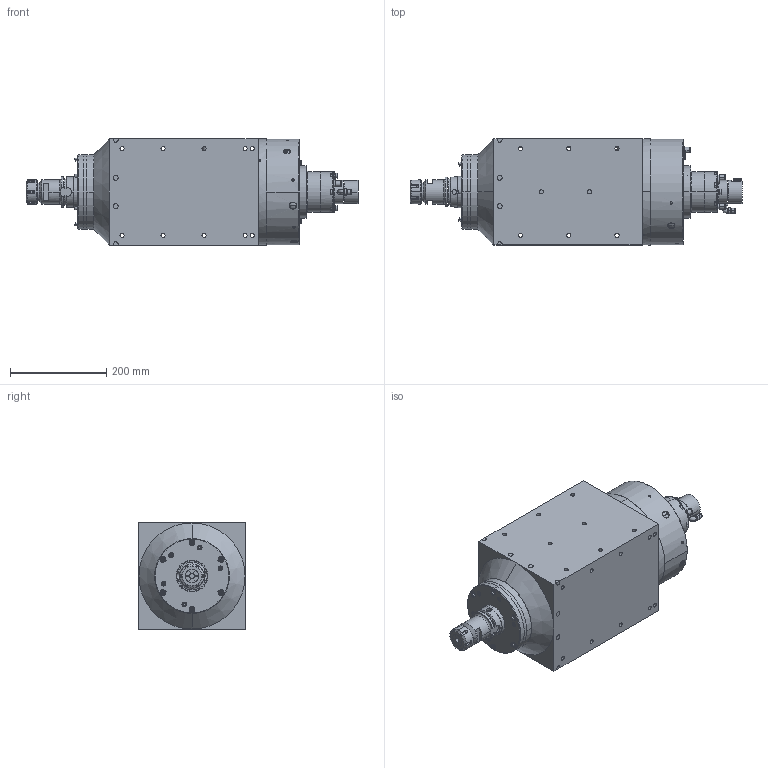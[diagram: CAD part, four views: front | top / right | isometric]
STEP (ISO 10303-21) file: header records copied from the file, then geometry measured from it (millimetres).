
FILE_DESCRIPTION (( 'STEP AP203' ), '1' );
FILE_NAME ('220A24HKPW-05-.STEP', '2011-07-29T14:00:43', ( 'FM10CAD1' ), ( 'IBAG Switzerland AG' ), 'SwSTEP 2.0', 'SolidWorks 2010', '' );
FILE_SCHEMA (( 'CONFIG_CONTROL_DESIGN' ));
Length unit declared in the file: millimetre
Products named in the file (1): 220A24HKPW-05-
Bounding box: 688.14 x 220 x 220 mm (x, y, z)
Surface area: 680439.3 mm2 (no closed solid volume)
Topology: 0 solids, 114 shells, 1032 faces, 3271 edges, 2283 vertices
Faces by surface type: cylinder 414, plane 395, cone 108, torus 74, bspline 23, sphere 18
Entity records: 39737 total; most frequent: CARTESIAN_POINT 10736, DIRECTION 6425, ORIENTED_EDGE 5210, EDGE_CURVE 3215, AXIS2_PLACEMENT_3D 2525, VERTEX_POINT 2265, CIRCLE 1515, VECTOR 1375
